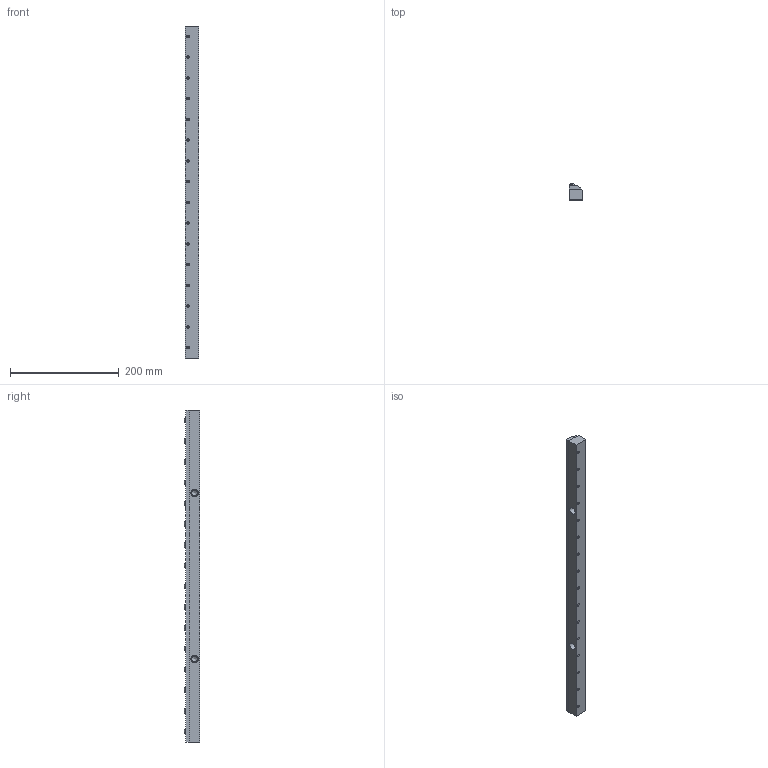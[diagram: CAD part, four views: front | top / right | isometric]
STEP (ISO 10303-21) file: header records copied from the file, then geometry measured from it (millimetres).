
FILE_DESCRIPTION((''),'2;1');
FILE_NAME('2624.stp','2012-03-12T12:50:06',('Dan Preston'),(''),'Autodesk Inventor 2012','Autodesk Inventor 2012','');
FILE_SCHEMA(('AUTOMOTIVE_DESIGN { 1 0 10303 214 1 1 1 1 }'));
Length unit declared in the file: inch
Products named in the file (4): 2603; 2603-b; 2603-c; Hexagon Socket Button Head Cap Screw - Inch 10 - 24 x 5/8
Assembly tree (18 placements, depth 2):
  2603
    2603-b
    2603-c
    Hexagon Socket Button Head Cap Screw - Inch 10 - 24 x 5/8  x16
Bounding box: 25.41 x 28.51 x 609.6 mm (x, y, z)
Volume: 363922.6 mm3; surface area: 99920 mm2
Topology: 18 solids, 18 shells, 296 faces, 694 edges, 452 vertices
Faces by surface type: plane 162, cylinder 68, cone 34, torus 16, bspline 16
Full cylindrical faces by diameter (mm): 4.801 x16, 4.826 x16, 5.159 x16, 9.169 x16, 11.113 x2, 13.716 x2
Entity records: 2327 total; most frequent: CARTESIAN_POINT 397, DIRECTION 390, ORIENTED_EDGE 266, EDGE_LOOP 182, AXIS2_PLACEMENT_3D 171, EDGE_CURVE 133, VERTEX_POINT 115, FACE_BOUND 111
